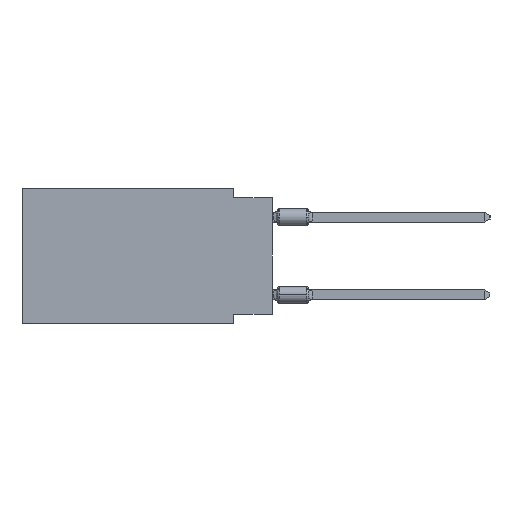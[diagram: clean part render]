
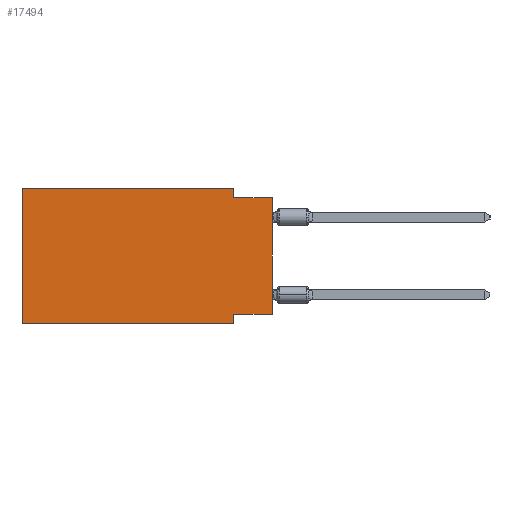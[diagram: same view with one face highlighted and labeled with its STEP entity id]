
A CAD part, left-side view. The second image highlights one B-rep face of the part: STEP entity #17494.
In plain terms, the highlighted planar face has unit normal (-1, 0, 0).
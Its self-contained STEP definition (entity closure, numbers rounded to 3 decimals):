
#2616 = ORIENTED_EDGE ( 'NONE', *, *, #48751, .F. ) ;
#3851 = CARTESIAN_POINT ( 'NONE',  ( 0., 2.54, 0. ) ) ;
#4812 = LINE ( 'NONE', #50716, #17023 ) ;
#5306 = EDGE_CURVE ( 'NONE', #47223, #56839, #38597, .T. ) ;
#7021 = DIRECTION ( 'NONE',  ( 0., 1., 0. ) ) ;
#7129 = VERTEX_POINT ( 'NONE', #37133 ) ;
#7300 = VECTOR ( 'NONE', #32759, 1000. ) ;
#7416 = LINE ( 'NONE', #37993, #30621 ) ;
#8023 = LINE ( 'NONE', #64876, #13369 ) ;
#8218 = DIRECTION ( 'NONE',  ( 0., 0., -1. ) ) ;
#8820 = ORIENTED_EDGE ( 'NONE', *, *, #61078, .F. ) ;
#9257 = EDGE_CURVE ( 'NONE', #56839, #49779, #58298, .T. ) ;
#9527 = EDGE_LOOP ( 'NONE', ( #46856, #64170, #8820, #24363, #2616, #28605, #44643, #52449 ) ) ;
#11495 = VERTEX_POINT ( 'NONE', #15281 ) ;
#12725 = DIRECTION ( 'NONE',  ( 0., -1., 0. ) ) ;
#13369 = VECTOR ( 'NONE', #24327, 1000. ) ;
#13522 = CARTESIAN_POINT ( 'NONE',  ( 0., 2.54, -0.635 ) ) ;
#13739 = EDGE_CURVE ( 'NONE', #11495, #49779, #7416, .T. ) ;
#13869 = CARTESIAN_POINT ( 'NONE',  ( 0., 16.383, 0. ) ) ;
#14829 = VECTOR ( 'NONE', #43043, 1000. ) ;
#14981 = CARTESIAN_POINT ( 'NONE',  ( 0., 0., -8.255 ) ) ;
#15281 = CARTESIAN_POINT ( 'NONE',  ( 0., 16.383, -8.89 ) ) ;
#17023 = VECTOR ( 'NONE', #45394, 1000. ) ;
#17120 = CARTESIAN_POINT ( 'NONE',  ( 0., 2.54, -8.255 ) ) ;
#17494 = ADVANCED_FACE ( 'NONE', ( #23517 ), #59439, .F. ) ;
#18039 = DIRECTION ( 'NONE',  ( 0., 0., -1. ) ) ;
#19270 = CARTESIAN_POINT ( 'NONE',  ( 0., 16.383, 0. ) ) ;
#21479 = LINE ( 'NONE', #52392, #7300 ) ;
#22421 = LINE ( 'NONE', #62989, #14829 ) ;
#23166 = VERTEX_POINT ( 'NONE', #13522 ) ;
#23370 = CARTESIAN_POINT ( 'NONE',  ( 0., 2.54, -8.89 ) ) ;
#23517 = FACE_OUTER_BOUND ( 'NONE', #9527, .T. ) ;
#24327 = DIRECTION ( 'NONE',  ( 0., 0., 1. ) ) ;
#24363 = ORIENTED_EDGE ( 'NONE', *, *, #34124, .F. ) ;
#27391 = LINE ( 'NONE', #38014, #64854 ) ;
#27846 = DIRECTION ( 'NONE',  ( 1., 0., 0. ) ) ;
#28605 = ORIENTED_EDGE ( 'NONE', *, *, #13739, .T. ) ;
#30621 = VECTOR ( 'NONE', #12725, 1000. ) ;
#32759 = DIRECTION ( 'NONE',  ( 0., 0., -1. ) ) ;
#33513 = VECTOR ( 'NONE', #7021, 1000. ) ;
#33969 = AXIS2_PLACEMENT_3D ( 'NONE', #13869, #27846, #8218 ) ;
#34124 = EDGE_CURVE ( 'NONE', #60433, #49870, #27391, .T. ) ;
#37133 = CARTESIAN_POINT ( 'NONE',  ( 0., 0., -0.635 ) ) ;
#37993 = CARTESIAN_POINT ( 'NONE',  ( 0., 16.383, -8.89 ) ) ;
#38014 = CARTESIAN_POINT ( 'NONE',  ( 0., 16.383, 0. ) ) ;
#38597 = LINE ( 'NONE', #62567, #33513 ) ;
#43043 = DIRECTION ( 'NONE',  ( 0., -1., 0. ) ) ;
#44643 = ORIENTED_EDGE ( 'NONE', *, *, #9257, .F. ) ;
#45394 = DIRECTION ( 'NONE',  ( 0., 0., 1. ) ) ;
#46856 = ORIENTED_EDGE ( 'NONE', *, *, #62638, .T. ) ;
#47223 = VERTEX_POINT ( 'NONE', #14981 ) ;
#48751 = EDGE_CURVE ( 'NONE', #11495, #60433, #8023, .T. ) ;
#49779 = VERTEX_POINT ( 'NONE', #59737 ) ;
#49870 = VERTEX_POINT ( 'NONE', #3851 ) ;
#50716 = CARTESIAN_POINT ( 'NONE',  ( 0., 0., 0. ) ) ;
#52392 = CARTESIAN_POINT ( 'NONE',  ( 0., 2.54, 0. ) ) ;
#52449 = ORIENTED_EDGE ( 'NONE', *, *, #5306, .F. ) ;
#52774 = VECTOR ( 'NONE', #18039, 1000. ) ;
#53663 = EDGE_CURVE ( 'NONE', #23166, #7129, #22421, .T. ) ;
#56839 = VERTEX_POINT ( 'NONE', #17120 ) ;
#58298 = LINE ( 'NONE', #23370, #52774 ) ;
#58974 = DIRECTION ( 'NONE',  ( 0., -1., 0. ) ) ;
#59439 = PLANE ( 'NONE',  #33969 ) ;
#59737 = CARTESIAN_POINT ( 'NONE',  ( 0., 2.54, -8.89 ) ) ;
#60433 = VERTEX_POINT ( 'NONE', #19270 ) ;
#61078 = EDGE_CURVE ( 'NONE', #49870, #23166, #21479, .T. ) ;
#62567 = CARTESIAN_POINT ( 'NONE',  ( 0., 0., -8.255 ) ) ;
#62638 = EDGE_CURVE ( 'NONE', #47223, #7129, #4812, .T. ) ;
#62989 = CARTESIAN_POINT ( 'NONE',  ( 0., 0., -0.635 ) ) ;
#64170 = ORIENTED_EDGE ( 'NONE', *, *, #53663, .F. ) ;
#64854 = VECTOR ( 'NONE', #58974, 1000. ) ;
#64876 = CARTESIAN_POINT ( 'NONE',  ( 0., 16.383, 0. ) ) ;
